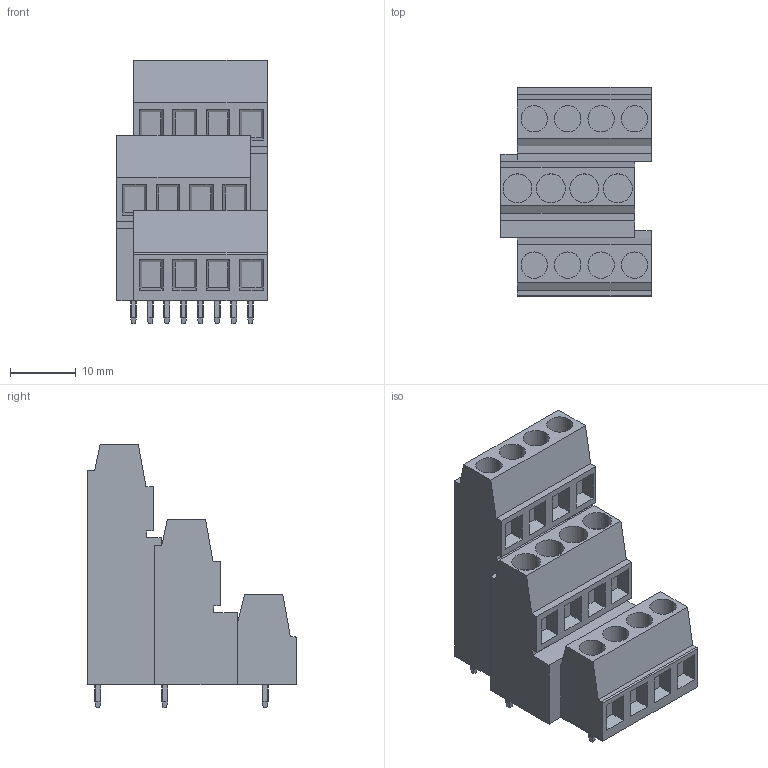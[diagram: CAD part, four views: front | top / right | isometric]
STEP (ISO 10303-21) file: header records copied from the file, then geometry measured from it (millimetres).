
FILE_DESCRIPTION(('CATIA V5 STEP','CAx-IF Rec.Pracs.--- Model Styling and Organization---1.2---2011-12-15'),'2;1');
FILE_NAME ('D1455747_0_1769640000_1769640000.stp','2018-09-08T04:34:51+00:00',('none'),('Weidmueller'),'CATIA Version 5-6 Release 2014','CATIA V5 STEP AP214','none');
FILE_SCHEMA(('AUTOMOTIVE_DESIGN { 1 0 10303 214 1 1 1 1 }'));
Length unit declared in the file: millimetre
Products named in the file (1): 1769640000
Bounding box: 22.86 x 31.8 x 40.1 mm (x, y, z)
Volume: 14084.6 mm3; surface area: 5616.1 mm2
Topology: 13 solids, 13 shells, 301 faces, 753 edges, 502 vertices
Faces by surface type: plane 276, cylinder 25
Entity records: 8093 total; most frequent: CARTESIAN_POINT 1530, ORIENTED_EDGE 1506, DIRECTION 1013, EDGE_CURVE 753, VECTOR 607, LINE 607, VERTEX_POINT 502, EDGE_LOOP 325
